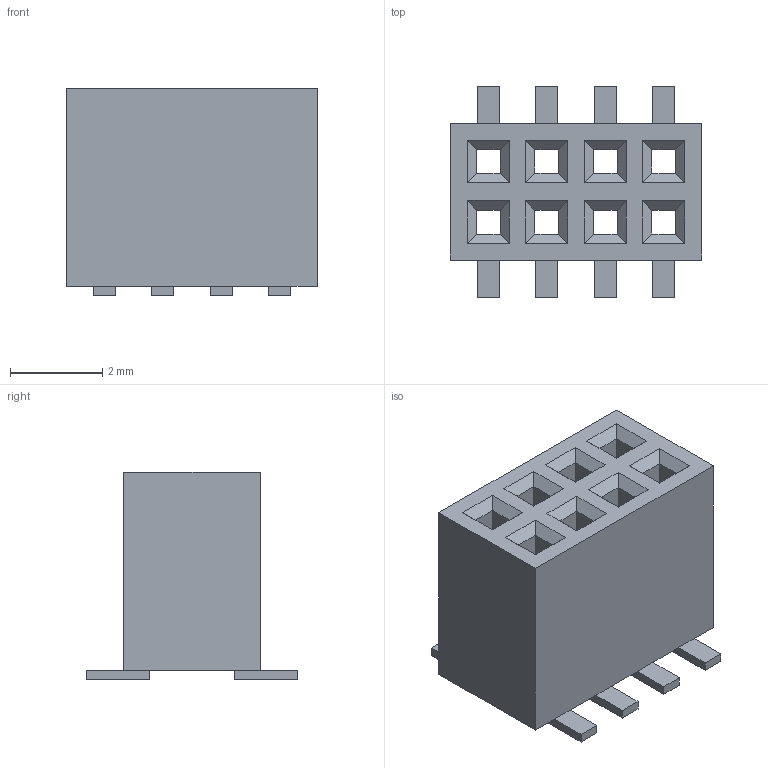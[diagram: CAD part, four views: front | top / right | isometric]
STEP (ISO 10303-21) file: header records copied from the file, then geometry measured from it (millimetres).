
FILE_DESCRIPTION (( 'STEP AP214' ), '1' );
FILE_NAME ('0E12F702-5288-4ED4-9EEB-91F43D112ADE.STEP', '2023-05-14T23:00:31', ( '' ), ( '' ), 'SwSTEP 2.0', 'SolidWorks 2022', '' );
FILE_SCHEMA (( 'AUTOMOTIVE_DESIGN' ));
Length unit declared in the file: millimetre
Products named in the file (1): 0E12F702-5288-4ED4-9EEB-91F43D112ADE
Bounding box: 5.46 x 4.6 x 4.5 mm (x, y, z)
Volume: 61.1 mm3; surface area: 182.9 mm2
Topology: 1 solids, 1 shells, 110 faces, 300 edges, 184 vertices
Faces by surface type: plane 110
Entity records: 4616 total; most frequent: ORIENTED_EDGE 600, CARTESIAN_POINT 595, DIRECTION 522, LINE 300, EDGE_CURVE 300, VECTOR 300, VERTEX_POINT 184, EDGE_LOOP 118
